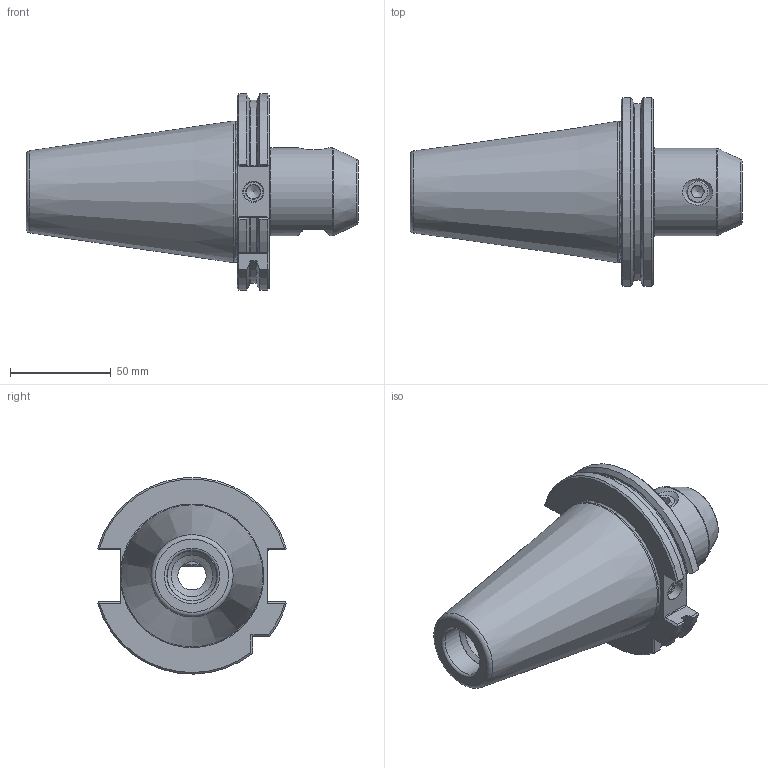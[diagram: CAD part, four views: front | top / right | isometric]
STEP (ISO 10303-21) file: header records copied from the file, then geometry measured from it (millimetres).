
FILE_DESCRIPTION( ( 'Unknown' ), '1' );
FILE_NAME( '225031430-D.stp', 'Unknown', ( 'Unknown' ), ( 'Unknown' ), 'PSStep 15.0.49', 'Unknown', ' ' );
FILE_SCHEMA( ( 'AUTOMOTIVE_DESIGN { 1 0 10303 214 1 1 1 1 }' ) );
Length unit declared in the file: millimetre
Products named in the file (2): 1; 2
Bounding box: 164.6 x 93.58 x 97.32 mm (x, y, z)
Volume: 374666.8 mm3; surface area: 51635.2 mm2
Topology: 2 solids, 2 shells, 119 faces, 309 edges, 196 vertices
Faces by surface type: plane 58, cone 25, cylinder 23, torus 13
Full cylindrical faces by diameter (mm): 7 x1, 10 x1, 10.106 x1, 12 x1, 14 x1, 20.752 x2, 25 x1, 43.5 x1
Entity records: 4612 total; most frequent: CARTESIAN_POINT 935, DIRECTION 546, ORIENTED_EDGE 536, EDGE_CURVE 268, AXIS2_PLACEMENT_3D 211, VERTEX_POINT 188, EDGE_LOOP 156, FACE_OUTER_BOUND 135
